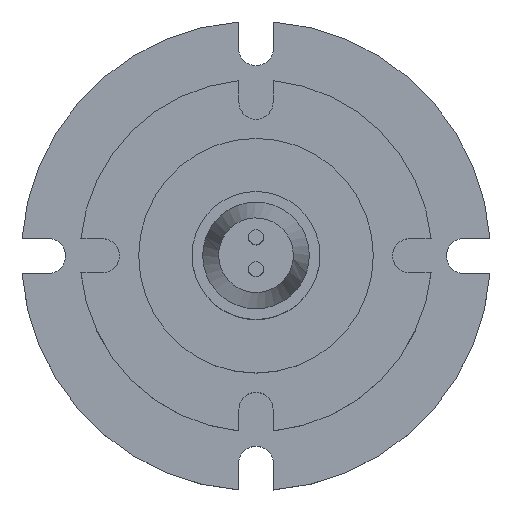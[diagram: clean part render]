
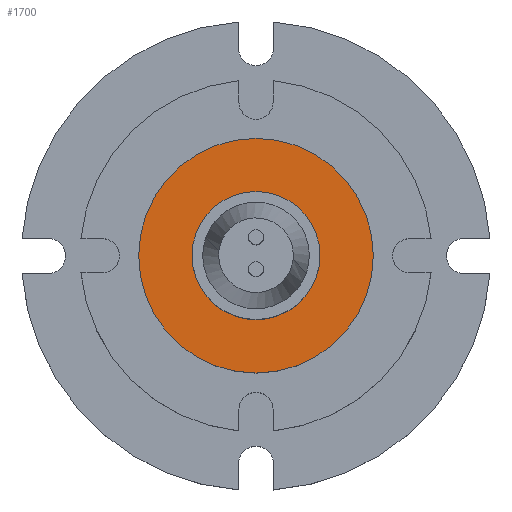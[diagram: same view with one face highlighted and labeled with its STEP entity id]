
A CAD part, top view. The second image highlights one B-rep face of the part: STEP entity #1700.
In plain terms, the highlighted planar face has unit normal (0, 0, 1).
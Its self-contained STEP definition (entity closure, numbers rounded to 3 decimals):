
#26 = CARTESIAN_POINT ( 'NONE',  ( 22., 0., -55. ) ) ;
#215 = EDGE_CURVE ( 'NONE', #2111, #717, #936, .T. ) ;
#261 = CARTESIAN_POINT ( 'NONE',  ( 0., 0., -55. ) ) ;
#273 = AXIS2_PLACEMENT_3D ( 'NONE', #893, #2102, #1067 ) ;
#303 = CARTESIAN_POINT ( 'NONE',  ( 0., 0., -55. ) ) ;
#386 = DIRECTION ( 'NONE',  ( 0., 0., -1. ) ) ;
#391 = CIRCLE ( 'NONE', #273, 12. ) ;
#472 = DIRECTION ( 'NONE',  ( 0., 0., -1. ) ) ;
#481 = DIRECTION ( 'NONE',  ( -1., 0., 0. ) ) ;
#521 = AXIS2_PLACEMENT_3D ( 'NONE', #261, #958, #2179 ) ;
#551 = ORIENTED_EDGE ( 'NONE', *, *, #215, .F. ) ;
#610 = EDGE_CURVE ( 'NONE', #1081, #1742, #391, .T. ) ;
#629 = EDGE_CURVE ( 'NONE', #717, #2111, #1099, .T. ) ;
#717 = VERTEX_POINT ( 'NONE', #1772 ) ;
#752 = EDGE_LOOP ( 'NONE', ( #1447, #1916 ) ) ;
#869 = AXIS2_PLACEMENT_3D ( 'NONE', #1510, #472, #1692 ) ;
#893 = CARTESIAN_POINT ( 'NONE',  ( 0., 0., -55. ) ) ;
#912 = EDGE_LOOP ( 'NONE', ( #551, #1515 ) ) ;
#936 = CIRCLE ( 'NONE', #1405, 22. ) ;
#938 = EDGE_CURVE ( 'NONE', #1742, #1081, #959, .T. ) ;
#943 = FACE_BOUND ( 'NONE', #752, .T. ) ;
#958 = DIRECTION ( 'NONE',  ( 0., 0., -1. ) ) ;
#959 = CIRCLE ( 'NONE', #2220, 12. ) ;
#1067 = DIRECTION ( 'NONE',  ( -1., 0., 0. ) ) ;
#1081 = VERTEX_POINT ( 'NONE', #2084 ) ;
#1099 = CIRCLE ( 'NONE', #869, 22. ) ;
#1137 = CARTESIAN_POINT ( 'NONE',  ( -12., 0., -55. ) ) ;
#1405 = AXIS2_PLACEMENT_3D ( 'NONE', #1595, #386, #2070 ) ;
#1447 = ORIENTED_EDGE ( 'NONE', *, *, #610, .T. ) ;
#1506 = FACE_OUTER_BOUND ( 'NONE', #912, .T. ) ;
#1510 = CARTESIAN_POINT ( 'NONE',  ( 0., 0., -55. ) ) ;
#1515 = ORIENTED_EDGE ( 'NONE', *, *, #629, .F. ) ;
#1518 = DIRECTION ( 'NONE',  ( 0., 0., -1. ) ) ;
#1595 = CARTESIAN_POINT ( 'NONE',  ( 0., 0., -55. ) ) ;
#1655 = PLANE ( 'NONE',  #521 ) ;
#1692 = DIRECTION ( 'NONE',  ( -1., 0., 0. ) ) ;
#1700 = ADVANCED_FACE ( 'NONE', ( #1506, #943 ), #1655, .F. ) ;
#1742 = VERTEX_POINT ( 'NONE', #1137 ) ;
#1772 = CARTESIAN_POINT ( 'NONE',  ( -22., 0., -55. ) ) ;
#1916 = ORIENTED_EDGE ( 'NONE', *, *, #938, .T. ) ;
#2070 = DIRECTION ( 'NONE',  ( -1., 0., 0. ) ) ;
#2084 = CARTESIAN_POINT ( 'NONE',  ( 12., 0., -55. ) ) ;
#2102 = DIRECTION ( 'NONE',  ( 0., 0., -1. ) ) ;
#2111 = VERTEX_POINT ( 'NONE', #26 ) ;
#2179 = DIRECTION ( 'NONE',  ( -1., 0., 0. ) ) ;
#2220 = AXIS2_PLACEMENT_3D ( 'NONE', #303, #1518, #481 ) ;
